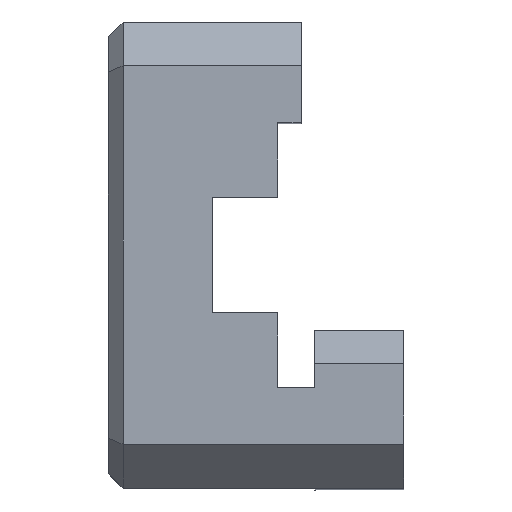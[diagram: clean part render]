
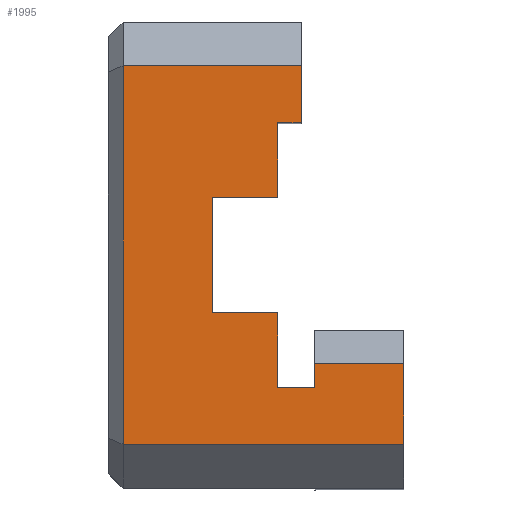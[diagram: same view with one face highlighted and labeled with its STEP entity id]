
A CAD part, top view. The second image highlights one B-rep face of the part: STEP entity #1995.
In plain terms, the highlighted planar face has unit normal (0, 0, 1).
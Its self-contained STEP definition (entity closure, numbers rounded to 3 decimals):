
#25 = CARTESIAN_POINT ( 'NONE',  ( 0., 0., 513.5 ) ) ;
#42 = CARTESIAN_POINT ( 'NONE',  ( 0., 6.375, 513.5 ) ) ;
#273 = VERTEX_POINT ( 'NONE', #759 ) ;
#330 = DIRECTION ( 'NONE',  ( -1., 0., 0. ) ) ;
#332 = LINE ( 'NONE', #1679, #3093 ) ;
#337 = ORIENTED_EDGE ( 'NONE', *, *, #1241, .F. ) ;
#389 = VERTEX_POINT ( 'NONE', #815 ) ;
#448 = CARTESIAN_POINT ( 'NONE',  ( -17.9, 0., 513.5 ) ) ;
#489 = VECTOR ( 'NONE', #2025, 1000. ) ;
#549 = LINE ( 'NONE', #3526, #1124 ) ;
#638 = VERTEX_POINT ( 'NONE', #1093 ) ;
#660 = DIRECTION ( 'NONE',  ( 0., 0., 1. ) ) ;
#681 = VECTOR ( 'NONE', #1529, 1000. ) ;
#701 = VECTOR ( 'NONE', #2913, 1000. ) ;
#705 = LINE ( 'NONE', #42, #3099 ) ;
#724 = EDGE_CURVE ( 'NONE', #2722, #638, #4215, .T. ) ;
#743 = CARTESIAN_POINT ( 'NONE',  ( -11.9, 0., 513.5 ) ) ;
#750 = VECTOR ( 'NONE', #2568, 1000. ) ;
#759 = CARTESIAN_POINT ( 'NONE',  ( -11.9, 17.575, 513.5 ) ) ;
#764 = VECTOR ( 'NONE', #860, 1000. ) ;
#815 = CARTESIAN_POINT ( 'NONE',  ( -5., 6.375, 513.5 ) ) ;
#860 = DIRECTION ( 'NONE',  ( 1., 0., 0. ) ) ;
#903 = DIRECTION ( 'NONE',  ( 0., -1., 0. ) ) ;
#1093 = CARTESIAN_POINT ( 'NONE',  ( 1., 0.925, 513.5 ) ) ;
#1124 = VECTOR ( 'NONE', #3871, 1000. ) ;
#1179 = CARTESIAN_POINT ( 'NONE',  ( 0., 0.925, 513.5 ) ) ;
#1221 = DIRECTION ( 'NONE',  ( 1., 0., 0. ) ) ;
#1241 = EDGE_CURVE ( 'NONE', #273, #3912, #2426, .T. ) ;
#1243 = CARTESIAN_POINT ( 'NONE',  ( -7.5, 0., 513.5 ) ) ;
#1272 = CARTESIAN_POINT ( 'NONE',  ( -7.5, 17.575, 513.5 ) ) ;
#1396 = EDGE_LOOP ( 'NONE', ( #1691, #1818, #3594, #2702, #1481, #3315, #3247, #2002, #3902, #337, #2120, #2471, #1559, #3898 ) ) ;
#1407 = VERTEX_POINT ( 'NONE', #3607 ) ;
#1453 = EDGE_CURVE ( 'NONE', #273, #2061, #1552, .T. ) ;
#1474 = CARTESIAN_POINT ( 'NONE',  ( -7.5, 4.775, 513.5 ) ) ;
#1481 = ORIENTED_EDGE ( 'NONE', *, *, #2601, .T. ) ;
#1529 = DIRECTION ( 'NONE',  ( 0., 1., 0. ) ) ;
#1552 = LINE ( 'NONE', #2893, #1945 ) ;
#1559 = ORIENTED_EDGE ( 'NONE', *, *, #4224, .T. ) ;
#1572 = CARTESIAN_POINT ( 'NONE',  ( 0., 22.575, 513.5 ) ) ;
#1573 = VERTEX_POINT ( 'NONE', #2990 ) ;
#1634 = VECTOR ( 'NONE', #2409, 1000. ) ;
#1674 = CARTESIAN_POINT ( 'NONE',  ( -5.9, 22.575, 513.5 ) ) ;
#1679 = CARTESIAN_POINT ( 'NONE',  ( 1., 6.375, 513.5 ) ) ;
#1691 = ORIENTED_EDGE ( 'NONE', *, *, #3711, .T. ) ;
#1725 = EDGE_CURVE ( 'NONE', #3130, #1573, #2848, .T. ) ;
#1751 = CARTESIAN_POINT ( 'NONE',  ( -5., 4.775, 513.5 ) ) ;
#1782 = DIRECTION ( 'NONE',  ( 0., -1., 0. ) ) ;
#1805 = CARTESIAN_POINT ( 'NONE',  ( -7.5, 22.575, 513.5 ) ) ;
#1818 = ORIENTED_EDGE ( 'NONE', *, *, #2696, .T. ) ;
#1824 = VERTEX_POINT ( 'NONE', #1805 ) ;
#1832 = EDGE_CURVE ( 'NONE', #3912, #1407, #2525, .T. ) ;
#1909 = LINE ( 'NONE', #2170, #681 ) ;
#1945 = VECTOR ( 'NONE', #1221, 1000. ) ;
#1962 = VECTOR ( 'NONE', #1782, 1000. ) ;
#1995 = ADVANCED_FACE ( 'NONE', ( #4004 ), #2328, .T. ) ;
#1996 = EDGE_CURVE ( 'NONE', #3029, #638, #332, .T. ) ;
#2002 = ORIENTED_EDGE ( 'NONE', *, *, #2326, .F. ) ;
#2025 = DIRECTION ( 'NONE',  ( 0., -1., 0. ) ) ;
#2061 = VERTEX_POINT ( 'NONE', #1272 ) ;
#2120 = ORIENTED_EDGE ( 'NONE', *, *, #1453, .T. ) ;
#2149 = CARTESIAN_POINT ( 'NONE',  ( -5.9, 0., 513.5 ) ) ;
#2170 = CARTESIAN_POINT ( 'NONE',  ( -7.5, 0., 513.5 ) ) ;
#2197 = VERTEX_POINT ( 'NONE', #1751 ) ;
#2207 = CARTESIAN_POINT ( 'NONE',  ( 0., 26.425, 513.5 ) ) ;
#2240 = CARTESIAN_POINT ( 'NONE',  ( -17.9, 26.425, 513.5 ) ) ;
#2326 = EDGE_CURVE ( 'NONE', #1407, #3412, #4241, .T. ) ;
#2328 = PLANE ( 'NONE',  #4274 ) ;
#2344 = CARTESIAN_POINT ( 'NONE',  ( -5., 0., 513.5 ) ) ;
#2409 = DIRECTION ( 'NONE',  ( 0., -1., 0. ) ) ;
#2426 = LINE ( 'NONE', #743, #489 ) ;
#2471 = ORIENTED_EDGE ( 'NONE', *, *, #4097, .T. ) ;
#2487 = CARTESIAN_POINT ( 'NONE',  ( -17.9, 0.925, 513.5 ) ) ;
#2525 = LINE ( 'NONE', #3878, #764 ) ;
#2568 = DIRECTION ( 'NONE',  ( 1., 0., 0. ) ) ;
#2599 = VECTOR ( 'NONE', #4238, 1000. ) ;
#2601 = EDGE_CURVE ( 'NONE', #3029, #389, #705, .T. ) ;
#2696 = EDGE_CURVE ( 'NONE', #4207, #2722, #3780, .T. ) ;
#2702 = ORIENTED_EDGE ( 'NONE', *, *, #1996, .F. ) ;
#2722 = VERTEX_POINT ( 'NONE', #2487 ) ;
#2764 = EDGE_CURVE ( 'NONE', #2197, #3412, #549, .T. ) ;
#2848 = LINE ( 'NONE', #2149, #3993 ) ;
#2885 = LINE ( 'NONE', #2344, #1634 ) ;
#2893 = CARTESIAN_POINT ( 'NONE',  ( 0., 17.575, 513.5 ) ) ;
#2913 = DIRECTION ( 'NONE',  ( 1., 0., 0. ) ) ;
#2990 = CARTESIAN_POINT ( 'NONE',  ( -5.9, 26.425, 513.5 ) ) ;
#3029 = VERTEX_POINT ( 'NONE', #4079 ) ;
#3093 = VECTOR ( 'NONE', #3128, 1000. ) ;
#3099 = VECTOR ( 'NONE', #330, 1000. ) ;
#3128 = DIRECTION ( 'NONE',  ( 0., -1., 0. ) ) ;
#3130 = VERTEX_POINT ( 'NONE', #1674 ) ;
#3247 = ORIENTED_EDGE ( 'NONE', *, *, #2764, .T. ) ;
#3254 = LINE ( 'NONE', #1572, #750 ) ;
#3315 = ORIENTED_EDGE ( 'NONE', *, *, #4287, .T. ) ;
#3354 = DIRECTION ( 'NONE',  ( 1., 0., 0. ) ) ;
#3412 = VERTEX_POINT ( 'NONE', #1474 ) ;
#3515 = VECTOR ( 'NONE', #903, 1000. ) ;
#3526 = CARTESIAN_POINT ( 'NONE',  ( 0., 4.775, 513.5 ) ) ;
#3594 = ORIENTED_EDGE ( 'NONE', *, *, #724, .T. ) ;
#3607 = CARTESIAN_POINT ( 'NONE',  ( -7.5, 9.775, 513.5 ) ) ;
#3711 = EDGE_CURVE ( 'NONE', #1573, #4207, #4217, .T. ) ;
#3773 = CARTESIAN_POINT ( 'NONE',  ( -11.9, 9.775, 513.5 ) ) ;
#3780 = LINE ( 'NONE', #448, #1962 ) ;
#3871 = DIRECTION ( 'NONE',  ( -1., 0., 0. ) ) ;
#3878 = CARTESIAN_POINT ( 'NONE',  ( 0., 9.775, 513.5 ) ) ;
#3898 = ORIENTED_EDGE ( 'NONE', *, *, #1725, .T. ) ;
#3902 = ORIENTED_EDGE ( 'NONE', *, *, #1832, .F. ) ;
#3912 = VERTEX_POINT ( 'NONE', #3773 ) ;
#3925 = DIRECTION ( 'NONE',  ( 0., 1., 0. ) ) ;
#3993 = VECTOR ( 'NONE', #3925, 1000. ) ;
#4004 = FACE_OUTER_BOUND ( 'NONE', #1396, .T. ) ;
#4079 = CARTESIAN_POINT ( 'NONE',  ( 1., 6.375, 513.5 ) ) ;
#4097 = EDGE_CURVE ( 'NONE', #2061, #1824, #1909, .T. ) ;
#4207 = VERTEX_POINT ( 'NONE', #2240 ) ;
#4215 = LINE ( 'NONE', #1179, #701 ) ;
#4217 = LINE ( 'NONE', #2207, #2599 ) ;
#4224 = EDGE_CURVE ( 'NONE', #1824, #3130, #3254, .T. ) ;
#4238 = DIRECTION ( 'NONE',  ( -1., 0., 0. ) ) ;
#4241 = LINE ( 'NONE', #1243, #3515 ) ;
#4274 = AXIS2_PLACEMENT_3D ( 'NONE', #25, #660, #3354 ) ;
#4287 = EDGE_CURVE ( 'NONE', #389, #2197, #2885, .T. ) ;
